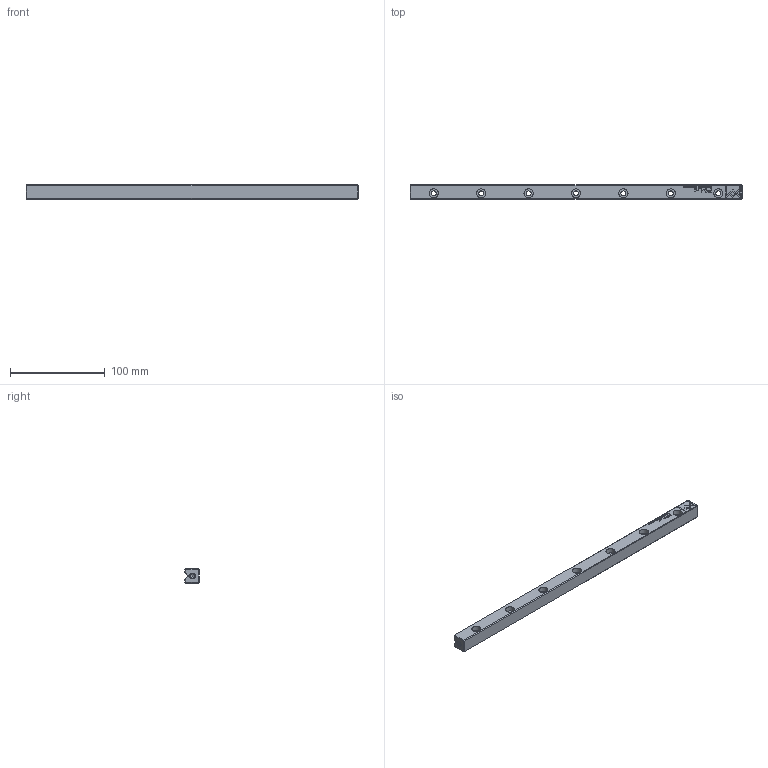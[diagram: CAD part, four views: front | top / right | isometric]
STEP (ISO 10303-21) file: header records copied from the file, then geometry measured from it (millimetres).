
FILE_DESCRIPTION(/* description */ (''),/* implementation_level */ '2;1');
FILE_NAME(/* name */ 'Rail RSDE-6350.stp',/* time_stamp */ '2024-11-14T08:57:24+01:00',/* author */ (''),/* organization */ (''),/* preprocessor_version */ 'ST-DEVELOPER v16.7',/* originating_system */ 'SIEMENS PLM Software NX 12.0',/* authorisation */ '');
FILE_SCHEMA (('AUTOMOTIVE_DESIGN { 1 0 10303 214 3 1 1 1 }'));
Length unit declared in the file: millimetre
Products named in the file (1): Rail RSDE-6350_step_stp
Bounding box: 350 x 14.9 x 15 mm (x, y, z)
Volume: 68192.7 mm3; surface area: 24601.1 mm2
Topology: 1 solids, 1 shells, 359 faces, 945 edges, 628 vertices
Faces by surface type: plane 232, bspline 90, cone 19, cylinder 18
Full cylindrical faces by diameter (mm): 4.3 x2, 5.2 x9, 9.5 x7
Entity records: 13178 total; most frequent: CARTESIAN_POINT 3106, ORIENTED_EDGE 1782, DIRECTION 1302, EDGE_CURVE 891, LINE 660, VECTOR 660, VERTEX_POINT 613, EDGE_LOOP 450
